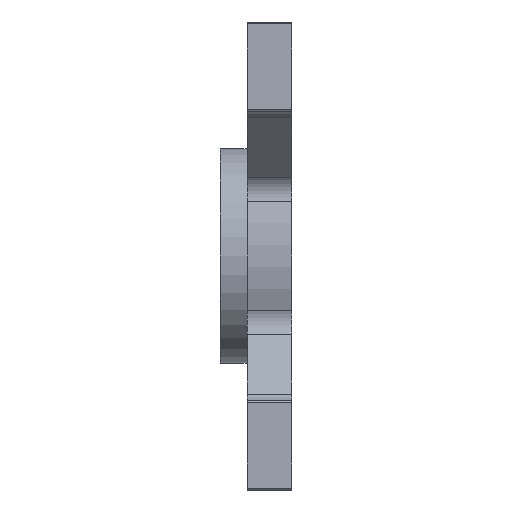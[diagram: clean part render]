
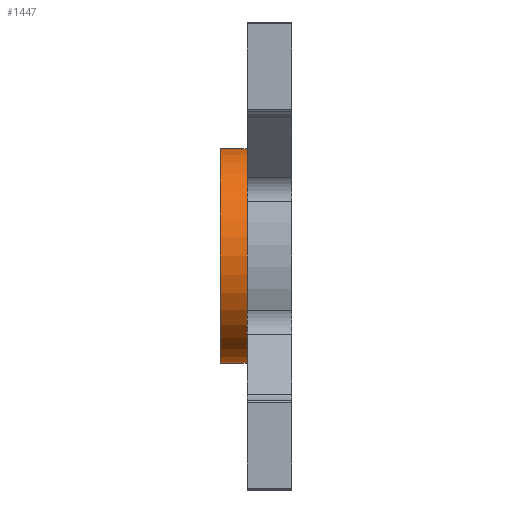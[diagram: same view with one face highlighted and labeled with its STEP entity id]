
A CAD part, left-side view. The second image highlights one B-rep face of the part: STEP entity #1447.
In plain terms, the highlighted cylindrical face has radius 7.62 mm (diameter 15.24 mm), a partial arc.
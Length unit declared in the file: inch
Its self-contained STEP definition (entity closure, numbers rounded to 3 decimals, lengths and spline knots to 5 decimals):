
#499 = CARTESIAN_POINT ( 'NONE',  ( 0., 0.2, 0. ) ) ;
#507 = AXIS2_PLACEMENT_3D ( 'NONE', #4286, #2058, #3531 ) ;
#631 = AXIS2_PLACEMENT_3D ( 'NONE', #499, #2002, #1656 ) ;
#680 = VERTEX_POINT ( 'NONE', #1351 ) ;
#695 = VERTEX_POINT ( 'NONE', #2486 ) ;
#773 = ORIENTED_EDGE ( 'NONE', *, *, #3876, .T. ) ;
#815 = CARTESIAN_POINT ( 'NONE',  ( 0., 0.2, -0.3 ) ) ;
#969 = DIRECTION ( 'NONE',  ( 0., 0., -1. ) ) ;
#1078 = DIRECTION ( 'NONE',  ( 0., -1., 0. ) ) ;
#1111 = CARTESIAN_POINT ( 'NONE',  ( 0., 0.2, 0.3 ) ) ;
#1168 = LINE ( 'NONE', #1111, #2162 ) ;
#1351 = CARTESIAN_POINT ( 'NONE',  ( 0., 0.125, -0.3 ) ) ;
#1369 = VERTEX_POINT ( 'NONE', #815 ) ;
#1378 = ORIENTED_EDGE ( 'NONE', *, *, #3567, .T. ) ;
#1447 = ADVANCED_FACE ( 'NONE', ( #1610 ), #3681, .T. ) ;
#1544 = EDGE_LOOP ( 'NONE', ( #3782, #1729, #1378, #773 ) ) ;
#1610 = FACE_OUTER_BOUND ( 'NONE', #1544, .T. ) ;
#1656 = DIRECTION ( 'NONE',  ( 0., 0., 1. ) ) ;
#1729 = ORIENTED_EDGE ( 'NONE', *, *, #4676, .F. ) ;
#1768 = LINE ( 'NONE', #3663, #2630 ) ;
#1870 = DIRECTION ( 'NONE',  ( 0., -1., 0. ) ) ;
#2002 = DIRECTION ( 'NONE',  ( 0., 1., 0. ) ) ;
#2058 = DIRECTION ( 'NONE',  ( 0., 1., 0. ) ) ;
#2162 = VECTOR ( 'NONE', #1870, 39.37008 ) ;
#2482 = VERTEX_POINT ( 'NONE', #4155 ) ;
#2486 = CARTESIAN_POINT ( 'NONE',  ( 0., 0.125, 0.3 ) ) ;
#2630 = VECTOR ( 'NONE', #1078, 39.37008 ) ;
#2739 = CIRCLE ( 'NONE', #631, 0.3 ) ;
#2801 = AXIS2_PLACEMENT_3D ( 'NONE', #3517, #3183, #969 ) ;
#3183 = DIRECTION ( 'NONE',  ( 0., -1., 0. ) ) ;
#3217 = EDGE_CURVE ( 'NONE', #2482, #695, #1168, .T. ) ;
#3517 = CARTESIAN_POINT ( 'NONE',  ( 0., 0.2, 0. ) ) ;
#3531 = DIRECTION ( 'NONE',  ( 0., 0., 1. ) ) ;
#3567 = EDGE_CURVE ( 'NONE', #1369, #680, #1768, .T. ) ;
#3663 = CARTESIAN_POINT ( 'NONE',  ( 0., 0.2, -0.3 ) ) ;
#3681 = CYLINDRICAL_SURFACE ( 'NONE', #2801, 0.3 ) ;
#3782 = ORIENTED_EDGE ( 'NONE', *, *, #3217, .F. ) ;
#3876 = EDGE_CURVE ( 'NONE', #680, #695, #4366, .T. ) ;
#4155 = CARTESIAN_POINT ( 'NONE',  ( 0., 0.2, 0.3 ) ) ;
#4286 = CARTESIAN_POINT ( 'NONE',  ( 0., 0.125, 0. ) ) ;
#4366 = CIRCLE ( 'NONE', #507, 0.3 ) ;
#4676 = EDGE_CURVE ( 'NONE', #1369, #2482, #2739, .T. ) ;
